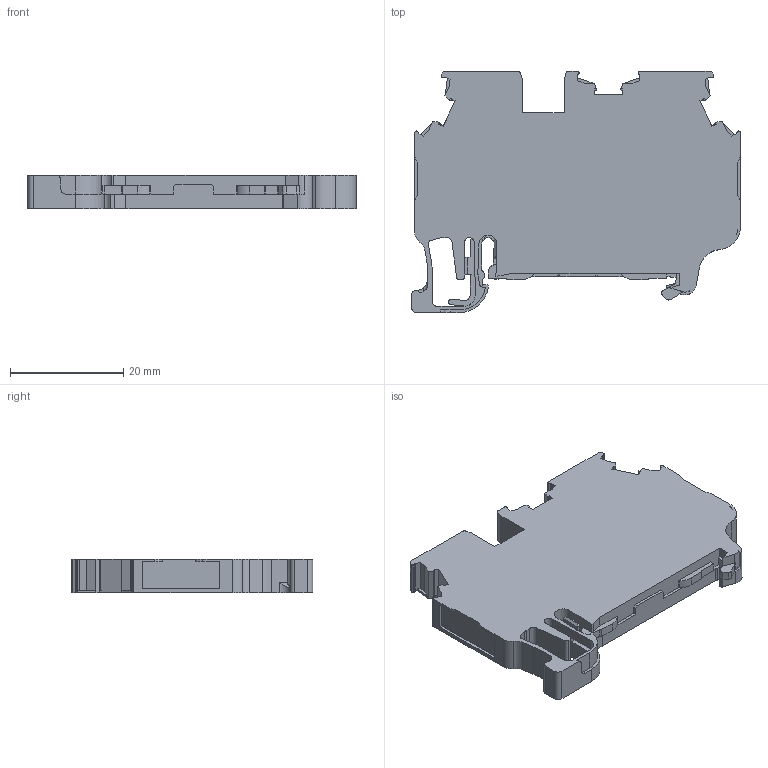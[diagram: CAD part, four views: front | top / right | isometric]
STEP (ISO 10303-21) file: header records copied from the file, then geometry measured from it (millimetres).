
FILE_DESCRIPTION (( 'STEP AP214' ), '1' );
FILE_NAME ('334270_AVK 4RT.STP', '2015-08-07T07:01:04', ( '' ), ( '' ), 'SwSTEP 2.0', 'SolidWorks 2015', '' );
FILE_SCHEMA (( 'AUTOMOTIVE_DESIGN' ));
Length unit declared in the file: millimetre
Products named in the file (1): 334270_AVK 4RT
Bounding box: 58.05 x 42.65 x 5.95 mm (x, y, z)
Volume: 10740.5 mm3; surface area: 5586.3 mm2
Topology: 1 solids, 1 shells, 323 faces, 941 edges, 624 vertices
Faces by surface type: plane 207, cylinder 114, cone 2
Entity records: 12025 total; most frequent: CARTESIAN_POINT 1921, ORIENTED_EDGE 1882, DIRECTION 1829, EDGE_CURVE 941, LINE 689, VECTOR 689, VERTEX_POINT 624, AXIS2_PLACEMENT_3D 570
